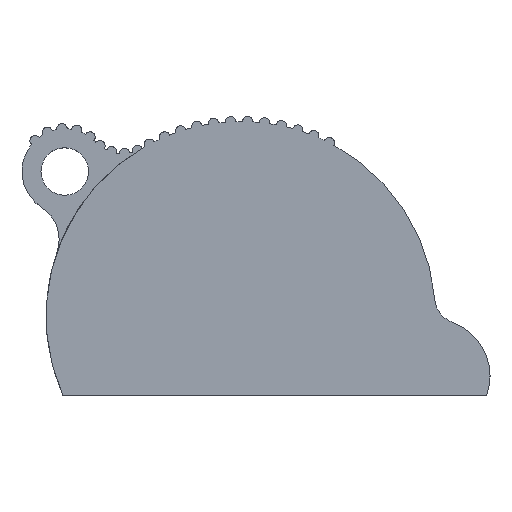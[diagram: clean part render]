
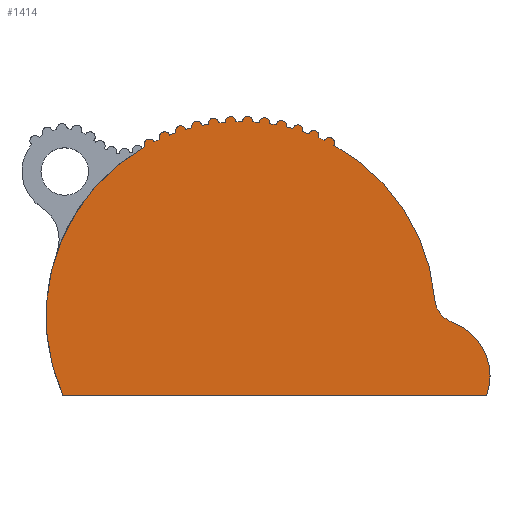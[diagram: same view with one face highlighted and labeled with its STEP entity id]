
A CAD part, top view. The second image highlights one B-rep face of the part: STEP entity #1414.
In plain terms, the highlighted planar face has unit normal (0, 0, 1).
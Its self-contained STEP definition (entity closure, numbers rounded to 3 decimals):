
#569=CARTESIAN_POINT('Vertex',(-18.731,-8.332,6.5)) ;
#572=CARTESIAN_POINT('Axis2P3D Location',(0.,0.,6.5)) ;
#576=CARTESIAN_POINT('Vertex',(-10.106,17.836,6.5)) ;
#939=CARTESIAN_POINT('Line Origine',(3.57,-8.332,6.5)) ;
#943=CARTESIAN_POINT('Vertex',(25.871,-8.332,6.5)) ;
#1199=CARTESIAN_POINT('Axis2P3D Location',(0.,0.,6.5)) ;
#1204=CARTESIAN_POINT('Axis2P3D Location',(20.233,-6.28,6.5)) ;
#1208=CARTESIAN_POINT('Vertex',(22.285,-0.641,6.5)) ;
#1211=CARTESIAN_POINT('Axis2P3D Location',(23.259,2.035,6.5)) ;
#1215=CARTESIAN_POINT('Vertex',(20.422,1.787,6.5)) ;
#1218=CARTESIAN_POINT('Axis2P3D Location',(0.,0.,6.5)) ;
#1222=CARTESIAN_POINT('Vertex',(9.793,18.009,6.5)) ;
#1225=CARTESIAN_POINT('Axis2P3D Location',(9.307,18.266,6.5)) ;
#1229=CARTESIAN_POINT('Vertex',(8.813,18.509,6.5)) ;
#1232=CARTESIAN_POINT('Axis2P3D Location',(0.,0.,6.5)) ;
#1236=CARTESIAN_POINT('Vertex',(8.187,18.794,6.5)) ;
#1239=CARTESIAN_POINT('Axis2P3D Location',(7.679,19.007,6.5)) ;
#1243=CARTESIAN_POINT('Vertex',(7.167,19.206,6.5)) ;
#1246=CARTESIAN_POINT('Axis2P3D Location',(0.,0.,6.5)) ;
#1250=CARTESIAN_POINT('Vertex',(6.517,19.436,6.5)) ;
#1253=CARTESIAN_POINT('Axis2P3D Location',(5.994,19.604,6.5)) ;
#1257=CARTESIAN_POINT('Vertex',(5.466,19.758,6.5)) ;
#1260=CARTESIAN_POINT('Axis2P3D Location',(0.,0.,6.5)) ;
#1264=CARTESIAN_POINT('Vertex',(4.799,19.93,6.5)) ;
#1267=CARTESIAN_POINT('Axis2P3D Location',(4.262,20.052,6.5)) ;
#1271=CARTESIAN_POINT('Vertex',(3.723,20.159,6.5)) ;
#1274=CARTESIAN_POINT('Axis2P3D Location',(0.,0.,6.5)) ;
#1278=CARTESIAN_POINT('Vertex',(3.043,20.273,6.5)) ;
#1281=CARTESIAN_POINT('Axis2P3D Location',(2.498,20.347,6.5)) ;
#1285=CARTESIAN_POINT('Vertex',(1.952,20.407,6.5)) ;
#1288=CARTESIAN_POINT('Axis2P3D Location',(0.,0.,6.5)) ;
#1292=CARTESIAN_POINT('Vertex',(1.265,20.461,6.5)) ;
#1295=CARTESIAN_POINT('Axis2P3D Location',(0.715,20.488,6.5)) ;
#1299=CARTESIAN_POINT('Vertex',(0.166,20.499,6.5)) ;
#1302=CARTESIAN_POINT('Axis2P3D Location',(0.,0.,6.5)) ;
#1306=CARTESIAN_POINT('Vertex',(-0.523,20.493,6.5)) ;
#1309=CARTESIAN_POINT('Axis2P3D Location',(-1.073,20.472,6.5)) ;
#1313=CARTESIAN_POINT('Vertex',(-1.622,20.436,6.5)) ;
#1316=CARTESIAN_POINT('Axis2P3D Location',(0.,0.,6.5)) ;
#1320=CARTESIAN_POINT('Vertex',(-2.307,20.37,6.5)) ;
#1323=CARTESIAN_POINT('Axis2P3D Location',(-2.853,20.3,6.5)) ;
#1327=CARTESIAN_POINT('Vertex',(-3.397,20.217,6.5)) ;
#1330=CARTESIAN_POINT('Axis2P3D Location',(0.,0.,6.5)) ;
#1334=CARTESIAN_POINT('Vertex',(-4.074,20.091,6.5)) ;
#1337=CARTESIAN_POINT('Axis2P3D Location',(-4.611,19.975,6.5)) ;
#1341=CARTESIAN_POINT('Vertex',(-5.146,19.844,6.5)) ;
#1344=CARTESIAN_POINT('Axis2P3D Location',(0.,0.,6.5)) ;
#1348=CARTESIAN_POINT('Vertex',(-5.81,19.66,6.5)) ;
#1351=CARTESIAN_POINT('Axis2P3D Location',(-6.335,19.497,6.5)) ;
#1355=CARTESIAN_POINT('Vertex',(-6.856,19.32,6.5)) ;
#1358=CARTESIAN_POINT('Axis2P3D Location',(0.,0.,6.5)) ;
#1362=CARTESIAN_POINT('Vertex',(-7.501,19.078,6.5)) ;
#1365=CARTESIAN_POINT('Axis2P3D Location',(-8.01,18.87,6.5)) ;
#1369=CARTESIAN_POINT('Vertex',(-8.513,18.649,6.5)) ;
#1372=CARTESIAN_POINT('Axis2P3D Location',(0.,0.,6.5)) ;
#1376=CARTESIAN_POINT('Vertex',(-9.135,18.352,6.5)) ;
#1379=CARTESIAN_POINT('Axis2P3D Location',(-9.624,18.1,6.5)) ;
#573=DIRECTION('Axis2P3D Direction',(0.,0.,-1.)) ;
#940=DIRECTION('Vector Direction',(-1.,0.,0.)) ;
#1200=DIRECTION('Axis2P3D Direction',(0.,0.,-1.)) ;
#1201=DIRECTION('Axis2P3D XDirection',(1.,0.,0.)) ;
#1205=DIRECTION('Axis2P3D Direction',(0.,0.,-1.)) ;
#1212=DIRECTION('Axis2P3D Direction',(0.,0.,-1.)) ;
#1219=DIRECTION('Axis2P3D Direction',(0.,0.,-1.)) ;
#1226=DIRECTION('Axis2P3D Direction',(0.,0.,-1.)) ;
#1233=DIRECTION('Axis2P3D Direction',(0.,0.,-1.)) ;
#1240=DIRECTION('Axis2P3D Direction',(0.,0.,-1.)) ;
#1247=DIRECTION('Axis2P3D Direction',(0.,0.,-1.)) ;
#1254=DIRECTION('Axis2P3D Direction',(0.,0.,-1.)) ;
#1261=DIRECTION('Axis2P3D Direction',(0.,0.,-1.)) ;
#1268=DIRECTION('Axis2P3D Direction',(0.,0.,-1.)) ;
#1275=DIRECTION('Axis2P3D Direction',(0.,0.,-1.)) ;
#1282=DIRECTION('Axis2P3D Direction',(0.,0.,-1.)) ;
#1289=DIRECTION('Axis2P3D Direction',(0.,0.,-1.)) ;
#1296=DIRECTION('Axis2P3D Direction',(0.,0.,-1.)) ;
#1303=DIRECTION('Axis2P3D Direction',(0.,0.,-1.)) ;
#1310=DIRECTION('Axis2P3D Direction',(0.,0.,-1.)) ;
#1317=DIRECTION('Axis2P3D Direction',(0.,0.,-1.)) ;
#1324=DIRECTION('Axis2P3D Direction',(0.,0.,-1.)) ;
#1331=DIRECTION('Axis2P3D Direction',(0.,0.,-1.)) ;
#1338=DIRECTION('Axis2P3D Direction',(0.,0.,-1.)) ;
#1345=DIRECTION('Axis2P3D Direction',(0.,0.,-1.)) ;
#1352=DIRECTION('Axis2P3D Direction',(0.,0.,-1.)) ;
#1359=DIRECTION('Axis2P3D Direction',(0.,0.,-1.)) ;
#1366=DIRECTION('Axis2P3D Direction',(0.,0.,-1.)) ;
#1373=DIRECTION('Axis2P3D Direction',(0.,0.,-1.)) ;
#1380=DIRECTION('Axis2P3D Direction',(0.,0.,-1.)) ;
#574=AXIS2_PLACEMENT_3D('Circle Axis2P3D',#572,#573,$) ;
#1202=AXIS2_PLACEMENT_3D('Plane Axis2P3D',#1199,#1200,#1201) ;
#1206=AXIS2_PLACEMENT_3D('Circle Axis2P3D',#1204,#1205,$) ;
#1213=AXIS2_PLACEMENT_3D('Circle Axis2P3D',#1211,#1212,$) ;
#1220=AXIS2_PLACEMENT_3D('Circle Axis2P3D',#1218,#1219,$) ;
#1227=AXIS2_PLACEMENT_3D('Circle Axis2P3D',#1225,#1226,$) ;
#1234=AXIS2_PLACEMENT_3D('Circle Axis2P3D',#1232,#1233,$) ;
#1241=AXIS2_PLACEMENT_3D('Circle Axis2P3D',#1239,#1240,$) ;
#1248=AXIS2_PLACEMENT_3D('Circle Axis2P3D',#1246,#1247,$) ;
#1255=AXIS2_PLACEMENT_3D('Circle Axis2P3D',#1253,#1254,$) ;
#1262=AXIS2_PLACEMENT_3D('Circle Axis2P3D',#1260,#1261,$) ;
#1269=AXIS2_PLACEMENT_3D('Circle Axis2P3D',#1267,#1268,$) ;
#1276=AXIS2_PLACEMENT_3D('Circle Axis2P3D',#1274,#1275,$) ;
#1283=AXIS2_PLACEMENT_3D('Circle Axis2P3D',#1281,#1282,$) ;
#1290=AXIS2_PLACEMENT_3D('Circle Axis2P3D',#1288,#1289,$) ;
#1297=AXIS2_PLACEMENT_3D('Circle Axis2P3D',#1295,#1296,$) ;
#1304=AXIS2_PLACEMENT_3D('Circle Axis2P3D',#1302,#1303,$) ;
#1311=AXIS2_PLACEMENT_3D('Circle Axis2P3D',#1309,#1310,$) ;
#1318=AXIS2_PLACEMENT_3D('Circle Axis2P3D',#1316,#1317,$) ;
#1325=AXIS2_PLACEMENT_3D('Circle Axis2P3D',#1323,#1324,$) ;
#1332=AXIS2_PLACEMENT_3D('Circle Axis2P3D',#1330,#1331,$) ;
#1339=AXIS2_PLACEMENT_3D('Circle Axis2P3D',#1337,#1338,$) ;
#1346=AXIS2_PLACEMENT_3D('Circle Axis2P3D',#1344,#1345,$) ;
#1353=AXIS2_PLACEMENT_3D('Circle Axis2P3D',#1351,#1352,$) ;
#1360=AXIS2_PLACEMENT_3D('Circle Axis2P3D',#1358,#1359,$) ;
#1367=AXIS2_PLACEMENT_3D('Circle Axis2P3D',#1365,#1366,$) ;
#1374=AXIS2_PLACEMENT_3D('Circle Axis2P3D',#1372,#1373,$) ;
#1381=AXIS2_PLACEMENT_3D('Circle Axis2P3D',#1379,#1380,$) ;
#1385=ORIENTED_EDGE('',*,*,#945,.F.) ;
#1386=ORIENTED_EDGE('',*,*,#1210,.F.) ;
#1387=ORIENTED_EDGE('',*,*,#1217,.F.) ;
#1388=ORIENTED_EDGE('',*,*,#1224,.F.) ;
#1389=ORIENTED_EDGE('',*,*,#1231,.F.) ;
#1390=ORIENTED_EDGE('',*,*,#1238,.F.) ;
#1391=ORIENTED_EDGE('',*,*,#1245,.F.) ;
#1392=ORIENTED_EDGE('',*,*,#1252,.F.) ;
#1393=ORIENTED_EDGE('',*,*,#1259,.F.) ;
#1394=ORIENTED_EDGE('',*,*,#1266,.F.) ;
#1395=ORIENTED_EDGE('',*,*,#1273,.F.) ;
#1396=ORIENTED_EDGE('',*,*,#1280,.F.) ;
#1397=ORIENTED_EDGE('',*,*,#1287,.F.) ;
#1398=ORIENTED_EDGE('',*,*,#1294,.F.) ;
#1399=ORIENTED_EDGE('',*,*,#1301,.F.) ;
#1400=ORIENTED_EDGE('',*,*,#1308,.F.) ;
#1401=ORIENTED_EDGE('',*,*,#1315,.F.) ;
#1402=ORIENTED_EDGE('',*,*,#1322,.F.) ;
#1403=ORIENTED_EDGE('',*,*,#1329,.F.) ;
#1404=ORIENTED_EDGE('',*,*,#1336,.F.) ;
#1405=ORIENTED_EDGE('',*,*,#1343,.F.) ;
#1406=ORIENTED_EDGE('',*,*,#1350,.F.) ;
#1407=ORIENTED_EDGE('',*,*,#1357,.F.) ;
#1408=ORIENTED_EDGE('',*,*,#1364,.F.) ;
#1409=ORIENTED_EDGE('',*,*,#1371,.F.) ;
#1410=ORIENTED_EDGE('',*,*,#1378,.F.) ;
#1411=ORIENTED_EDGE('',*,*,#1383,.F.) ;
#1412=ORIENTED_EDGE('',*,*,#578,.F.) ;
#941=VECTOR('Line Direction',#940,1.) ;
#1414=ADVANCED_FACE('PartBody',(#1413),#1203,.F.) ;
#575=CIRCLE('generated circle',#574,20.5) ;
#1207=CIRCLE('generated circle',#1206,6.) ;
#1214=CIRCLE('generated circle',#1213,2.848) ;
#1221=CIRCLE('generated circle',#1220,20.5) ;
#1228=CIRCLE('generated circle',#1227,0.55) ;
#1235=CIRCLE('generated circle',#1234,20.5) ;
#1242=CIRCLE('generated circle',#1241,0.55) ;
#1249=CIRCLE('generated circle',#1248,20.5) ;
#1256=CIRCLE('generated circle',#1255,0.55) ;
#1263=CIRCLE('generated circle',#1262,20.5) ;
#1270=CIRCLE('generated circle',#1269,0.55) ;
#1277=CIRCLE('generated circle',#1276,20.5) ;
#1284=CIRCLE('generated circle',#1283,0.55) ;
#1291=CIRCLE('generated circle',#1290,20.5) ;
#1298=CIRCLE('generated circle',#1297,0.55) ;
#1305=CIRCLE('generated circle',#1304,20.5) ;
#1312=CIRCLE('generated circle',#1311,0.55) ;
#1319=CIRCLE('generated circle',#1318,20.5) ;
#1326=CIRCLE('generated circle',#1325,0.55) ;
#1333=CIRCLE('generated circle',#1332,20.5) ;
#1340=CIRCLE('generated circle',#1339,0.55) ;
#1347=CIRCLE('generated circle',#1346,20.5) ;
#1354=CIRCLE('generated circle',#1353,0.55) ;
#1361=CIRCLE('generated circle',#1360,20.5) ;
#1368=CIRCLE('generated circle',#1367,0.55) ;
#1375=CIRCLE('generated circle',#1374,20.5) ;
#1382=CIRCLE('generated circle',#1381,0.55) ;
#578=EDGE_CURVE('',#570,#577,#575,.T.) ;
#945=EDGE_CURVE('',#944,#570,#942,.T.) ;
#1210=EDGE_CURVE('',#1209,#944,#1207,.T.) ;
#1217=EDGE_CURVE('',#1216,#1209,#1214,.F.) ;
#1224=EDGE_CURVE('',#1223,#1216,#1221,.T.) ;
#1231=EDGE_CURVE('',#1230,#1223,#1228,.T.) ;
#1238=EDGE_CURVE('',#1237,#1230,#1235,.T.) ;
#1245=EDGE_CURVE('',#1244,#1237,#1242,.T.) ;
#1252=EDGE_CURVE('',#1251,#1244,#1249,.T.) ;
#1259=EDGE_CURVE('',#1258,#1251,#1256,.T.) ;
#1266=EDGE_CURVE('',#1265,#1258,#1263,.T.) ;
#1273=EDGE_CURVE('',#1272,#1265,#1270,.T.) ;
#1280=EDGE_CURVE('',#1279,#1272,#1277,.T.) ;
#1287=EDGE_CURVE('',#1286,#1279,#1284,.T.) ;
#1294=EDGE_CURVE('',#1293,#1286,#1291,.T.) ;
#1301=EDGE_CURVE('',#1300,#1293,#1298,.T.) ;
#1308=EDGE_CURVE('',#1307,#1300,#1305,.T.) ;
#1315=EDGE_CURVE('',#1314,#1307,#1312,.T.) ;
#1322=EDGE_CURVE('',#1321,#1314,#1319,.T.) ;
#1329=EDGE_CURVE('',#1328,#1321,#1326,.T.) ;
#1336=EDGE_CURVE('',#1335,#1328,#1333,.T.) ;
#1343=EDGE_CURVE('',#1342,#1335,#1340,.T.) ;
#1350=EDGE_CURVE('',#1349,#1342,#1347,.T.) ;
#1357=EDGE_CURVE('',#1356,#1349,#1354,.T.) ;
#1364=EDGE_CURVE('',#1363,#1356,#1361,.T.) ;
#1371=EDGE_CURVE('',#1370,#1363,#1368,.T.) ;
#1378=EDGE_CURVE('',#1377,#1370,#1375,.T.) ;
#1383=EDGE_CURVE('',#577,#1377,#1382,.T.) ;
#1384=EDGE_LOOP('',(#1385,#1386,#1387,#1388,#1389,#1390,#1391,#1392,#1393,#1394,#1395,#1396,#1397,#1398,#1399,#1400,#1401,#1402,#1403,#1404,#1405,#1406,#1407,#1408,#1409,#1410,#1411,#1412)) ;
#1413=FACE_OUTER_BOUND('',#1384,.T.) ;
#942=LINE('Line',#939,#941) ;
#1203=PLANE('',#1202) ;
#570=VERTEX_POINT('',#569) ;
#577=VERTEX_POINT('',#576) ;
#944=VERTEX_POINT('',#943) ;
#1209=VERTEX_POINT('',#1208) ;
#1216=VERTEX_POINT('',#1215) ;
#1223=VERTEX_POINT('',#1222) ;
#1230=VERTEX_POINT('',#1229) ;
#1237=VERTEX_POINT('',#1236) ;
#1244=VERTEX_POINT('',#1243) ;
#1251=VERTEX_POINT('',#1250) ;
#1258=VERTEX_POINT('',#1257) ;
#1265=VERTEX_POINT('',#1264) ;
#1272=VERTEX_POINT('',#1271) ;
#1279=VERTEX_POINT('',#1278) ;
#1286=VERTEX_POINT('',#1285) ;
#1293=VERTEX_POINT('',#1292) ;
#1300=VERTEX_POINT('',#1299) ;
#1307=VERTEX_POINT('',#1306) ;
#1314=VERTEX_POINT('',#1313) ;
#1321=VERTEX_POINT('',#1320) ;
#1328=VERTEX_POINT('',#1327) ;
#1335=VERTEX_POINT('',#1334) ;
#1342=VERTEX_POINT('',#1341) ;
#1349=VERTEX_POINT('',#1348) ;
#1356=VERTEX_POINT('',#1355) ;
#1363=VERTEX_POINT('',#1362) ;
#1370=VERTEX_POINT('',#1369) ;
#1377=VERTEX_POINT('',#1376) ;
